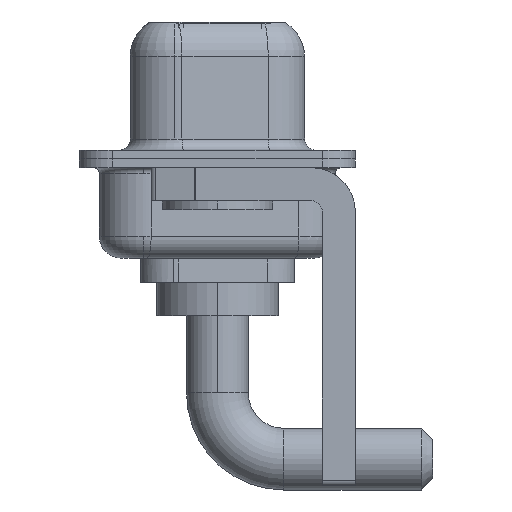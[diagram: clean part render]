
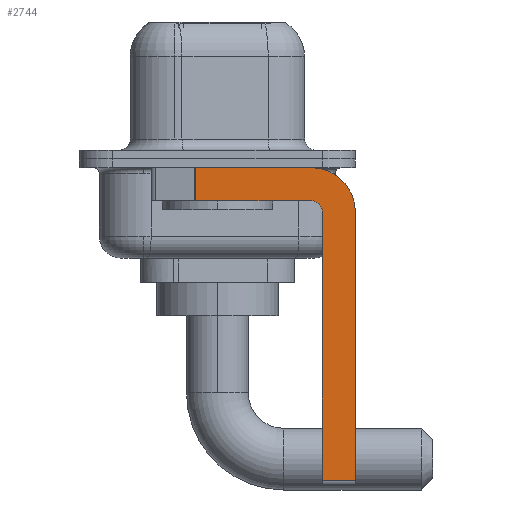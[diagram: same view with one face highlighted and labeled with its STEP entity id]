
A CAD part, left-side view. The second image highlights one B-rep face of the part: STEP entity #2744.
In plain terms, the highlighted planar face has unit normal (-1, 0, 0).
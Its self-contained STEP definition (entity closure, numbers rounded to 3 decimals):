
#282 = VERTEX_POINT ( 'NONE', #3398 ) ;
#350 = CARTESIAN_POINT ( 'NONE',  ( -2.9, 0.978, -1.9 ) ) ;
#468 = DIRECTION ( 'NONE',  ( 0., -1., 0. ) ) ;
#497 = EDGE_CURVE ( 'NONE', #7977, #282, #11364, .T. ) ;
#627 = ORIENTED_EDGE ( 'NONE', *, *, #1885, .F. ) ;
#715 = AXIS2_PLACEMENT_3D ( 'NONE', #9176, #3676, #2752 ) ;
#822 = LINE ( 'NONE', #11746, #3929 ) ;
#1111 = DIRECTION ( 'NONE',  ( 0., 0., -1. ) ) ;
#1259 = CARTESIAN_POINT ( 'NONE',  ( -2.9, 0.978, -1.9 ) ) ;
#1326 = DIRECTION ( 'NONE',  ( 0., 0., -1. ) ) ;
#1543 = VECTOR ( 'NONE', #10126, 1000. ) ;
#1606 = CARTESIAN_POINT ( 'NONE',  ( -2.9, -4.25, -1.9 ) ) ;
#1696 = CARTESIAN_POINT ( 'NONE',  ( -2.9, -4.25, -2.4 ) ) ;
#1885 = EDGE_CURVE ( 'NONE', #282, #7680, #822, .T. ) ;
#2295 = EDGE_CURVE ( 'NONE', #7967, #4144, #11309, .T. ) ;
#2402 = CARTESIAN_POINT ( 'NONE',  ( -2.9, -4.25, -1.9 ) ) ;
#2744 = ADVANCED_FACE ( 'NONE', ( #2849 ), #3842, .F. ) ;
#2752 = DIRECTION ( 'NONE',  ( 0., 0., -1. ) ) ;
#2785 = CARTESIAN_POINT ( 'NONE',  ( -2.9, 0.978, -0.4 ) ) ;
#2803 = CARTESIAN_POINT ( 'NONE',  ( -2.9, -6.25, -14.55 ) ) ;
#2849 = FACE_OUTER_BOUND ( 'NONE', #9645, .T. ) ;
#3398 = CARTESIAN_POINT ( 'NONE',  ( -2.9, -6.25, -2.4 ) ) ;
#3628 = VECTOR ( 'NONE', #1326, 1000. ) ;
#3676 = DIRECTION ( 'NONE',  ( 1., 0., 0. ) ) ;
#3705 = EDGE_CURVE ( 'NONE', #13700, #7967, #10300, .T. ) ;
#3766 = VERTEX_POINT ( 'NONE', #5087 ) ;
#3800 = LINE ( 'NONE', #7265, #13704 ) ;
#3842 = PLANE ( 'NONE',  #9833 ) ;
#3929 = VECTOR ( 'NONE', #1111, 1000. ) ;
#4016 = DIRECTION ( 'NONE',  ( -1., 0., 0. ) ) ;
#4036 = VERTEX_POINT ( 'NONE', #2785 ) ;
#4144 = VERTEX_POINT ( 'NONE', #350 ) ;
#4224 = ORIENTED_EDGE ( 'NONE', *, *, #10783, .F. ) ;
#4685 = ORIENTED_EDGE ( 'NONE', *, *, #3705, .F. ) ;
#5087 = CARTESIAN_POINT ( 'NONE',  ( -2.9, -4.75, -14.55 ) ) ;
#6155 = EDGE_CURVE ( 'NONE', #3766, #7680, #3800, .T. ) ;
#6844 = LINE ( 'NONE', #1259, #3628 ) ;
#6903 = AXIS2_PLACEMENT_3D ( 'NONE', #1696, #4016, #10409 ) ;
#6994 = LINE ( 'NONE', #11255, #7230 ) ;
#7193 = DIRECTION ( 'NONE',  ( 0., -1., 0. ) ) ;
#7212 = EDGE_CURVE ( 'NONE', #3766, #13700, #9183, .T. ) ;
#7230 = VECTOR ( 'NONE', #468, 1000. ) ;
#7265 = CARTESIAN_POINT ( 'NONE',  ( -2.9, -4.25, -14.55 ) ) ;
#7586 = ORIENTED_EDGE ( 'NONE', *, *, #2295, .F. ) ;
#7680 = VERTEX_POINT ( 'NONE', #2803 ) ;
#7744 = ORIENTED_EDGE ( 'NONE', *, *, #11004, .T. ) ;
#7773 = CARTESIAN_POINT ( 'NONE',  ( -2.9, -4.25, -0.4 ) ) ;
#7967 = VERTEX_POINT ( 'NONE', #2402 ) ;
#7977 = VERTEX_POINT ( 'NONE', #7773 ) ;
#9160 = DIRECTION ( 'NONE',  ( 0., 1., 0. ) ) ;
#9176 = CARTESIAN_POINT ( 'NONE',  ( -2.9, -4.25, -2.4 ) ) ;
#9183 = LINE ( 'NONE', #11263, #1543 ) ;
#9232 = ORIENTED_EDGE ( 'NONE', *, *, #7212, .F. ) ;
#9645 = EDGE_LOOP ( 'NONE', ( #4224, #7744, #7586, #4685, #9232, #11327, #627, #11000 ) ) ;
#9833 = AXIS2_PLACEMENT_3D ( 'NONE', #12373, #10085, #12515 ) ;
#10085 = DIRECTION ( 'NONE',  ( 1., 0., 0. ) ) ;
#10126 = DIRECTION ( 'NONE',  ( 0., 0., 1. ) ) ;
#10154 = CARTESIAN_POINT ( 'NONE',  ( -2.9, -4.75, -2.4 ) ) ;
#10300 = CIRCLE ( 'NONE', #6903, 0.5 ) ;
#10409 = DIRECTION ( 'NONE',  ( 0., 0., 1. ) ) ;
#10783 = EDGE_CURVE ( 'NONE', #4036, #7977, #6994, .T. ) ;
#11000 = ORIENTED_EDGE ( 'NONE', *, *, #497, .F. ) ;
#11004 = EDGE_CURVE ( 'NONE', #4036, #4144, #6844, .T. ) ;
#11255 = CARTESIAN_POINT ( 'NONE',  ( -2.9, 3., -0.4 ) ) ;
#11263 = CARTESIAN_POINT ( 'NONE',  ( -2.9, -4.75, -14.8 ) ) ;
#11309 = LINE ( 'NONE', #1606, #12342 ) ;
#11327 = ORIENTED_EDGE ( 'NONE', *, *, #6155, .T. ) ;
#11364 = CIRCLE ( 'NONE', #715, 2. ) ;
#11746 = CARTESIAN_POINT ( 'NONE',  ( -2.9, -6.25, -2.4 ) ) ;
#12342 = VECTOR ( 'NONE', #9160, 1000. ) ;
#12373 = CARTESIAN_POINT ( 'NONE',  ( -2.9, -4.25, -2.4 ) ) ;
#12515 = DIRECTION ( 'NONE',  ( 0., 0., -1. ) ) ;
#13700 = VERTEX_POINT ( 'NONE', #10154 ) ;
#13704 = VECTOR ( 'NONE', #7193, 1000. ) ;
